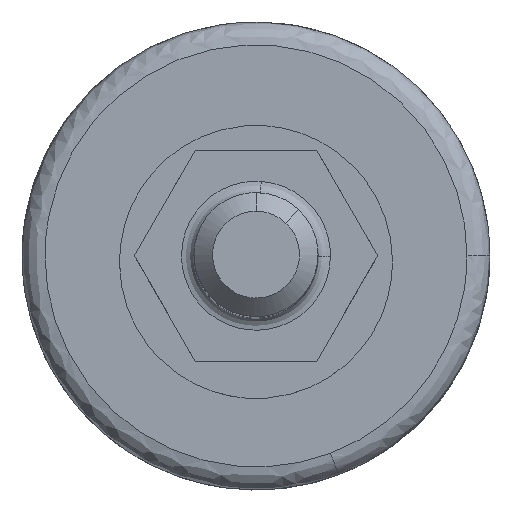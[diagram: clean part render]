
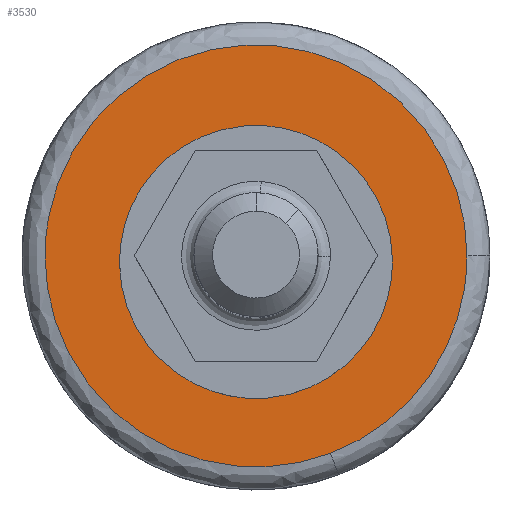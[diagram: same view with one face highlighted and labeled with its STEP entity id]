
A CAD part, top view. The second image highlights one B-rep face of the part: STEP entity #3530.
In plain terms, the highlighted free-form (B-spline) face has degree [1, 1] with [2, 2] control points.
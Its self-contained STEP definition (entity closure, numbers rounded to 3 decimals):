
#2662=CARTESIAN_POINT('',(-0.425,-3.575,12.5));
#2663=VERTEX_POINT('',#2662);
#2669=CARTESIAN_POINT('',(3.6,0.0,12.5));
#2670=VERTEX_POINT('',#2669);
#2671=CARTESIAN_POINT('',(-0.425,-3.575,12.5));
#2672=CARTESIAN_POINT('',(-0.213,-3.6,12.5));
#2673=CARTESIAN_POINT('',(0.0,-3.6,12.5));
#2674=CARTESIAN_POINT('',(3.6,-3.6,12.5));
#2675=CARTESIAN_POINT('',(3.6,0.0,12.5));
#2683=(BOUNDED_CURVE()B_SPLINE_CURVE(2,(#2671,#2672,#2673,#2674,#2675),.UNSPECIFIED.,.F.,.U.)B_SPLINE_CURVE_WITH_KNOTS((3,2,3),(0.23,0.25,0.5),.UNSPECIFIED.)CURVE()GEOMETRIC_REPRESENTATION_ITEM()RATIONAL_B_SPLINE_CURVE((0.956,0.976,1.0,0.707,1.0))REPRESENTATION_ITEM(''));
#2684=EDGE_CURVE('',#2663,#2670,#2683,.T.);
#2686=CARTESIAN_POINT('',(0.22,3.593,12.5));
#2687=VERTEX_POINT('',#2686);
#2688=CARTESIAN_POINT('',(3.6,0.0,12.5));
#2689=CARTESIAN_POINT('',(3.6,3.387,12.5));
#2690=CARTESIAN_POINT('',(0.22,3.593,12.5));
#2698=(BOUNDED_CURVE()B_SPLINE_CURVE(2,(#2688,#2689,#2690),.UNSPECIFIED.,.F.,.U.)B_SPLINE_CURVE_WITH_KNOTS((3,3),(0.5,0.739),.UNSPECIFIED.)CURVE()GEOMETRIC_REPRESENTATION_ITEM()RATIONAL_B_SPLINE_CURVE((1.0,0.72,0.976))REPRESENTATION_ITEM(''));
#2699=EDGE_CURVE('',#2670,#2687,#2698,.T.);
#2773=CARTESIAN_POINT('',(-3.6,0.0,12.5));
#2774=VERTEX_POINT('',#2773);
#2775=CARTESIAN_POINT('',(0.22,3.593,12.5));
#2776=CARTESIAN_POINT('',(0.11,3.6,12.5));
#2777=CARTESIAN_POINT('',(0.0,3.6,12.5));
#2778=CARTESIAN_POINT('',(-3.6,3.6,12.5));
#2779=CARTESIAN_POINT('',(-3.6,0.0,12.5));
#2787=(BOUNDED_CURVE()B_SPLINE_CURVE(2,(#2775,#2776,#2777,#2778,#2779),.UNSPECIFIED.,.F.,.U.)B_SPLINE_CURVE_WITH_KNOTS((3,2,3),(0.739,0.75,1.0),.UNSPECIFIED.)CURVE()GEOMETRIC_REPRESENTATION_ITEM()RATIONAL_B_SPLINE_CURVE((0.976,0.988,1.0,0.707,1.0))REPRESENTATION_ITEM(''));
#2788=EDGE_CURVE('',#2687,#2774,#2787,.T.);
#2790=CARTESIAN_POINT('',(-3.6,0.0,12.5));
#2791=CARTESIAN_POINT('',(-3.6,-3.197,12.5));
#2792=CARTESIAN_POINT('',(-0.425,-3.575,12.5));
#2800=(BOUNDED_CURVE()B_SPLINE_CURVE(2,(#2790,#2791,#2792),.UNSPECIFIED.,.F.,.U.)B_SPLINE_CURVE_WITH_KNOTS((3,3),(0.0,0.23),.UNSPECIFIED.)CURVE()GEOMETRIC_REPRESENTATION_ITEM()RATIONAL_B_SPLINE_CURVE((1.0,0.731,0.956))REPRESENTATION_ITEM(''));
#2801=EDGE_CURVE('',#2774,#2663,#2800,.T.);
#3392=CARTESIAN_POINT('',(-17.0,0.0,12.5));
#3393=VERTEX_POINT('',#3392);
#3394=CARTESIAN_POINT('',(6.006,-15.904,12.5));
#3395=VERTEX_POINT('',#3394);
#3396=CARTESIAN_POINT('',(-17.0,0.0,12.5));
#3397=CARTESIAN_POINT('',(-17.,-17.,12.5));
#3398=CARTESIAN_POINT('',(0.0,-17.0,12.5));
#3399=CARTESIAN_POINT('',(3.103,-17.0,12.5));
#3400=CARTESIAN_POINT('',(6.006,-15.904,12.5));
#3408=(BOUNDED_CURVE()B_SPLINE_CURVE(2,(#3396,#3397,#3398,#3399,#3400),.UNSPECIFIED.,.F.,.U.)B_SPLINE_CURVE_WITH_KNOTS((3,2,3),(0.0,0.25,0.31),.UNSPECIFIED.)CURVE()GEOMETRIC_REPRESENTATION_ITEM()RATIONAL_B_SPLINE_CURVE((1.0,0.707,1.0,0.93,0.893))REPRESENTATION_ITEM(''));
#3409=EDGE_CURVE('',#3393,#3395,#3408,.T.);
#3411=CARTESIAN_POINT('',(17.,0.,12.5));
#3412=VERTEX_POINT('',#3411);
#3413=CARTESIAN_POINT('',(17.,0.,12.5));
#3414=CARTESIAN_POINT('',(17.,17.,12.5));
#3415=CARTESIAN_POINT('',(0.0,17.0,12.5));
#3416=CARTESIAN_POINT('',(-17.,17.,12.5));
#3417=CARTESIAN_POINT('',(-17.0,0.0,12.5));
#3425=(BOUNDED_CURVE()B_SPLINE_CURVE(2,(#3413,#3414,#3415,#3416,#3417),.UNSPECIFIED.,.F.,.U.)B_SPLINE_CURVE_WITH_KNOTS((3,2,3),(0.5,0.75,1.0),.UNSPECIFIED.)CURVE()GEOMETRIC_REPRESENTATION_ITEM()RATIONAL_B_SPLINE_CURVE((1.0,0.707,1.0,0.707,1.0))REPRESENTATION_ITEM(''));
#3426=EDGE_CURVE('',#3412,#3393,#3425,.T.);
#3478=CARTESIAN_POINT('',(6.006,-15.904,12.5));
#3479=CARTESIAN_POINT('',(17.0,-11.752,12.5));
#3480=CARTESIAN_POINT('',(17.,0.,12.5));
#3488=(BOUNDED_CURVE()B_SPLINE_CURVE(2,(#3478,#3479,#3480),.UNSPECIFIED.,.F.,.U.)B_SPLINE_CURVE_WITH_KNOTS((3,3),(0.31,0.5),.UNSPECIFIED.)CURVE()GEOMETRIC_REPRESENTATION_ITEM()RATIONAL_B_SPLINE_CURVE((0.893,0.777,1.0))REPRESENTATION_ITEM(''));
#3489=EDGE_CURVE('',#3395,#3412,#3488,.T.);
#3514=CARTESIAN_POINT('',(-18.698,18.698,12.5));
#3515=CARTESIAN_POINT('',(18.698,18.698,12.5));
#3516=CARTESIAN_POINT('',(-18.698,-18.693,12.5));
#3517=CARTESIAN_POINT('',(18.698,-18.693,12.5));
#3518=B_SPLINE_SURFACE_WITH_KNOTS('',1,1,((#3514,#3516),(#3515,#3517)),.UNSPECIFIED.,.F.,.F.,.U.,(2,2),(2,2),(0.0,37.397),(0.0,37.391),.UNSPECIFIED.);
#3519=ORIENTED_EDGE('',*,*,#3409,.T.);
#3520=ORIENTED_EDGE('',*,*,#3489,.T.);
#3521=ORIENTED_EDGE('',*,*,#3426,.T.);
#3522=EDGE_LOOP('',(#3519,#3520,#3521));
#3523=FACE_OUTER_BOUND('',#3522,.T.);
#3524=ORIENTED_EDGE('',*,*,#2699,.F.);
#3525=ORIENTED_EDGE('',*,*,#2684,.F.);
#3526=ORIENTED_EDGE('',*,*,#2801,.F.);
#3527=ORIENTED_EDGE('',*,*,#2788,.F.);
#3528=EDGE_LOOP('',(#3524,#3525,#3526,#3527));
#3529=FACE_BOUND('',#3528,.T.);
#3530=ADVANCED_FACE('',(#3523,#3529),#3518,.F.);
